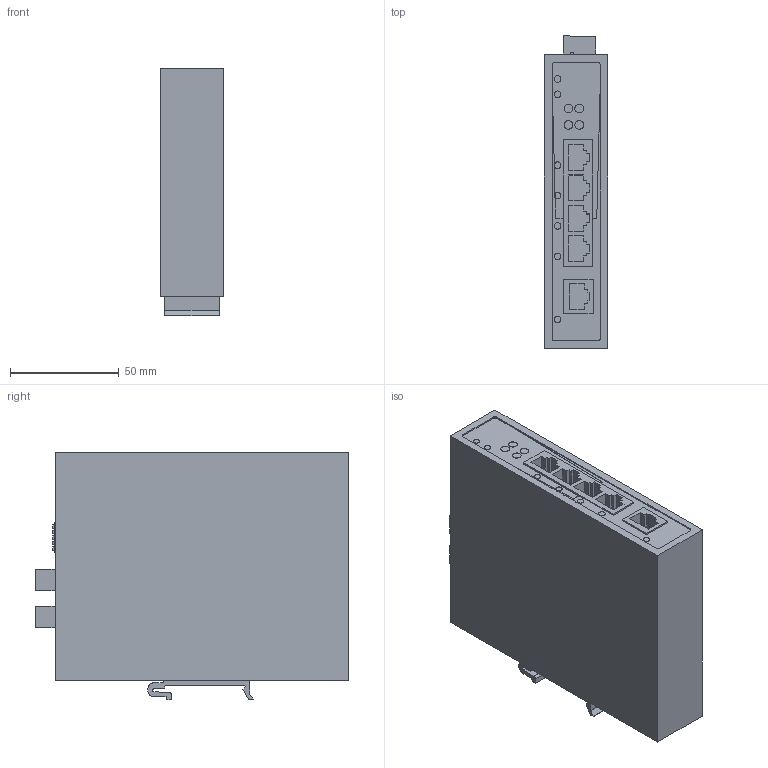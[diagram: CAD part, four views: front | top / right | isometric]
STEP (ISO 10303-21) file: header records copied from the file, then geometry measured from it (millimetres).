
FILE_DESCRIPTION(('CATIA V5R24 STEP','CAx-IF Rec.Pracs.--- Model Styling and Organization---1.2---2011-12-15'),'2;1');
FILE_NAME ('9569849_4_1504340000_S3D_IE-SW-BL05_BL05T-1GT-4GTPoE.stp','2017-09-21T09:36:19+00:00',('none'),('Weidmueller'),'CATIA Version 5-6 Release 2014 SP4 HF52','CATIA V5 STEP AP214','none');
FILE_SCHEMA(('AUTOMOTIVE_DESIGN { 1 0 10303 214 1 1 1 1 }'));
Length unit declared in the file: millimetre
Products named in the file (1): 1504320000
Bounding box: 29.2 x 144.05 x 114 mm (x, y, z)
Volume: 414348.3 mm3; surface area: 61081.1 mm2
Topology: 28 solids, 28 shells, 421 faces, 982 edges, 655 vertices
Faces by surface type: plane 328, cylinder 74, extrusion 19
Entity records: 12029 total; most frequent: CARTESIAN_POINT 2551, ORIENTED_EDGE 1964, DIRECTION 1503, EDGE_CURVE 964, VECTOR 801, LINE 782, VERTEX_POINT 637, EDGE_LOOP 459
